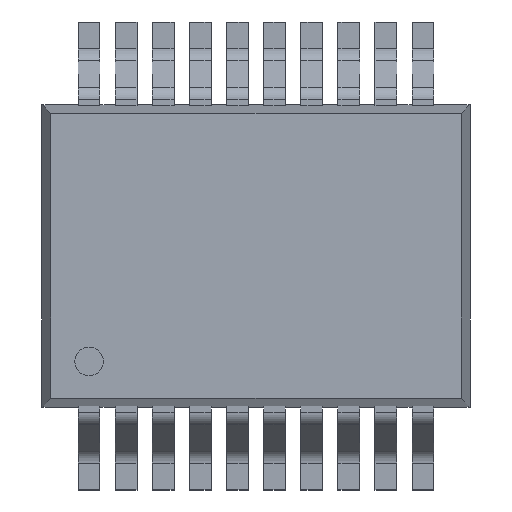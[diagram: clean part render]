
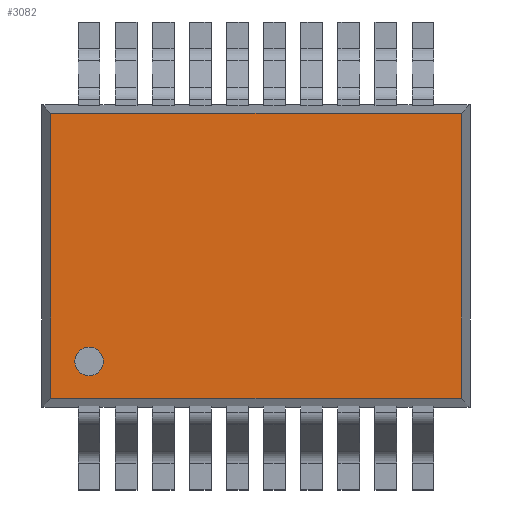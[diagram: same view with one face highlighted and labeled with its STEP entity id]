
A CAD part, top view. The second image highlights one B-rep face of the part: STEP entity #3082.
In plain terms, the highlighted planar face has unit normal (0, 0, 1).
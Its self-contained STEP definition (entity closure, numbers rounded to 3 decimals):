
#413 = CARTESIAN_POINT ( 'NONE',  ( 0., 2.496, 2. ) ) ;
#476 = CARTESIAN_POINT ( 'NONE',  ( 0., -2.496, 2. ) ) ;
#756 = VERTEX_POINT ( 'NONE', #5740 ) ;
#975 = EDGE_CURVE ( 'NONE', #3403, #756, #5007, .T. ) ;
#1000 = CARTESIAN_POINT ( 'NONE',  ( 3.596, 2.496, 2. ) ) ;
#1717 = DIRECTION ( 'NONE',  ( -1., 0., 0. ) ) ;
#2170 = AXIS2_PLACEMENT_3D ( 'NONE', #7616, #3061, #3750 ) ;
#2256 = VECTOR ( 'NONE', #8140, 1000. ) ;
#2308 = CARTESIAN_POINT ( 'NONE',  ( 0., 0., 2. ) ) ;
#2535 = CARTESIAN_POINT ( 'NONE',  ( 3.596, -2.496, 2. ) ) ;
#2571 = CIRCLE ( 'NONE', #7993, 0.25 ) ;
#2618 = CARTESIAN_POINT ( 'NONE',  ( -3.596, 0., 2. ) ) ;
#3061 = DIRECTION ( 'NONE',  ( 0., 0., -1. ) ) ;
#3082 = ADVANCED_FACE ( 'NONE', ( #8203, #3236 ), #4286, .T. ) ;
#3084 = LINE ( 'NONE', #2618, #6961 ) ;
#3179 = ORIENTED_EDGE ( 'NONE', *, *, #7123, .F. ) ;
#3236 = FACE_BOUND ( 'NONE', #7307, .T. ) ;
#3403 = VERTEX_POINT ( 'NONE', #2535 ) ;
#3730 = ORIENTED_EDGE ( 'NONE', *, *, #6288, .F. ) ;
#3750 = DIRECTION ( 'NONE',  ( -1., 0., 0. ) ) ;
#4286 = PLANE ( 'NONE',  #6253 ) ;
#4316 = VERTEX_POINT ( 'NONE', #8125 ) ;
#4337 = DIRECTION ( 'NONE',  ( 0., 0., -1. ) ) ;
#4514 = LINE ( 'NONE', #6203, #2256 ) ;
#4819 = DIRECTION ( 'NONE',  ( 0., 0., 1. ) ) ;
#4837 = CARTESIAN_POINT ( 'NONE',  ( -3.596, 2.496, 2. ) ) ;
#5007 = LINE ( 'NONE', #476, #5214 ) ;
#5081 = VERTEX_POINT ( 'NONE', #1000 ) ;
#5214 = VECTOR ( 'NONE', #6407, 1000. ) ;
#5525 = ORIENTED_EDGE ( 'NONE', *, *, #7950, .T. ) ;
#5740 = CARTESIAN_POINT ( 'NONE',  ( -3.596, -2.496, 2. ) ) ;
#5875 = CARTESIAN_POINT ( 'NONE',  ( -2.675, -1.85, 2. ) ) ;
#5922 = ORIENTED_EDGE ( 'NONE', *, *, #6394, .T. ) ;
#5934 = VECTOR ( 'NONE', #8149, 1000. ) ;
#6129 = DIRECTION ( 'NONE',  ( 1., 0., 0. ) ) ;
#6203 = CARTESIAN_POINT ( 'NONE',  ( 3.596, 0., 2. ) ) ;
#6237 = CIRCLE ( 'NONE', #2170, 0.25 ) ;
#6253 = AXIS2_PLACEMENT_3D ( 'NONE', #2308, #4819, #6129 ) ;
#6288 = EDGE_CURVE ( 'NONE', #5081, #3403, #4514, .T. ) ;
#6375 = CARTESIAN_POINT ( 'NONE',  ( -2.925, -1.85, 2. ) ) ;
#6394 = EDGE_CURVE ( 'NONE', #7080, #4316, #2571, .T. ) ;
#6407 = DIRECTION ( 'NONE',  ( -1., 0., 0. ) ) ;
#6641 = ORIENTED_EDGE ( 'NONE', *, *, #975, .F. ) ;
#6905 = EDGE_LOOP ( 'NONE', ( #5525, #3179, #6641, #3730 ) ) ;
#6961 = VECTOR ( 'NONE', #7193, 1000. ) ;
#7080 = VERTEX_POINT ( 'NONE', #5875 ) ;
#7123 = EDGE_CURVE ( 'NONE', #756, #8405, #3084, .T. ) ;
#7193 = DIRECTION ( 'NONE',  ( 0., 1., 0. ) ) ;
#7307 = EDGE_LOOP ( 'NONE', ( #8396, #5922 ) ) ;
#7616 = CARTESIAN_POINT ( 'NONE',  ( -2.925, -1.85, 2. ) ) ;
#7655 = LINE ( 'NONE', #413, #5934 ) ;
#7903 = EDGE_CURVE ( 'NONE', #4316, #7080, #6237, .T. ) ;
#7950 = EDGE_CURVE ( 'NONE', #5081, #8405, #7655, .T. ) ;
#7993 = AXIS2_PLACEMENT_3D ( 'NONE', #6375, #4337, #1717 ) ;
#8125 = CARTESIAN_POINT ( 'NONE',  ( -3.175, -1.85, 2. ) ) ;
#8140 = DIRECTION ( 'NONE',  ( 0., -1., 0. ) ) ;
#8149 = DIRECTION ( 'NONE',  ( -1., 0., 0. ) ) ;
#8203 = FACE_OUTER_BOUND ( 'NONE', #6905, .T. ) ;
#8396 = ORIENTED_EDGE ( 'NONE', *, *, #7903, .T. ) ;
#8405 = VERTEX_POINT ( 'NONE', #4837 ) ;
